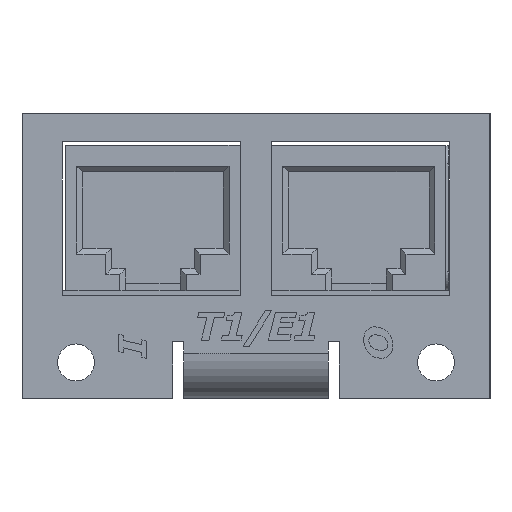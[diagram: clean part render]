
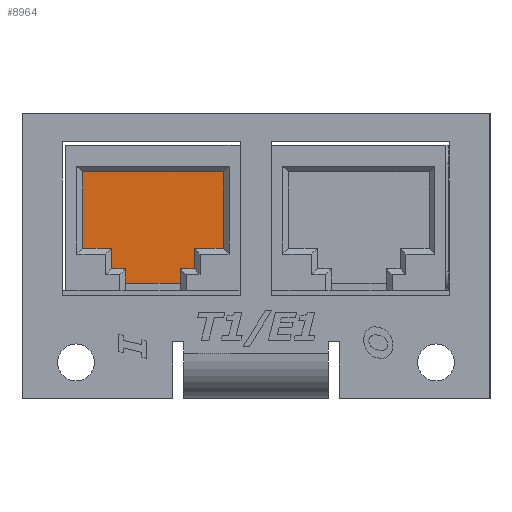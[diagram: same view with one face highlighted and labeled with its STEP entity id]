
A CAD part, left-side view. The second image highlights one B-rep face of the part: STEP entity #8964.
In plain terms, the highlighted face is planar.
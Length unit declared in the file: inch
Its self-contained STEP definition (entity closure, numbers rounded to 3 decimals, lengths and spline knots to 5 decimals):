
#2459 = CARTESIAN_POINT ( 'NONE',  ( -0.24425, 0.16, 0.3685 ) ) ;
#2687 = ORIENTED_EDGE ( 'NONE', *, *, #125071, .T. ) ;
#3892 = DIRECTION ( 'NONE',  ( 0., -1., 0. ) ) ;
#4215 = DIRECTION ( 'NONE',  ( 1., 0., 0. ) ) ;
#4958 = ORIENTED_EDGE ( 'NONE', *, *, #46307, .T. ) ;
#7056 = VECTOR ( 'NONE', #84671, 39.37008 ) ;
#7066 = CARTESIAN_POINT ( 'NONE',  ( -0.24425, -0.1055, 0.3685 ) ) ;
#8766 = LINE ( 'NONE', #58559, #18590 ) ;
#8964 = ADVANCED_FACE ( 'NONE', ( #49299 ), #68970, .T. ) ;
#8991 = CARTESIAN_POINT ( 'NONE',  ( -0.14375, -0.176, 0.3685 ) ) ;
#9841 = EDGE_CURVE ( 'NONE', #80333, #110165, #8766, .T. ) ;
#11058 = CARTESIAN_POINT ( 'NONE',  ( 0.09525, -0.2265, 0.3685 ) ) ;
#12922 = ORIENTED_EDGE ( 'NONE', *, *, #77702, .T. ) ;
#15756 = DIRECTION ( 'NONE',  ( 0., 1., 0. ) ) ;
#17327 = AXIS2_PLACEMENT_3D ( 'NONE', #89923, #48164, #48590 ) ;
#18383 = VERTEX_POINT ( 'NONE', #112140 ) ;
#18590 = VECTOR ( 'NONE', #15756, 39.37008 ) ;
#18672 = VERTEX_POINT ( 'NONE', #76756 ) ;
#19704 = DIRECTION ( 'NONE',  ( 0., -1., 0. ) ) ;
#22298 = EDGE_CURVE ( 'NONE', #26263, #29619, #24208, .T. ) ;
#24208 = LINE ( 'NONE', #51293, #48646 ) ;
#25154 = CARTESIAN_POINT ( 'NONE',  ( 0.09525, -0.2265, 0.3685 ) ) ;
#26263 = VERTEX_POINT ( 'NONE', #117833 ) ;
#27978 = VECTOR ( 'NONE', #103086, 39.37008 ) ;
#29619 = VERTEX_POINT ( 'NONE', #25154 ) ;
#32142 = ORIENTED_EDGE ( 'NONE', *, *, #22298, .T. ) ;
#38567 = DIRECTION ( 'NONE',  ( 1., 0., 0. ) ) ;
#40471 = DIRECTION ( 'NONE',  ( 1., 0., 0. ) ) ;
#44656 = LINE ( 'NONE', #2459, #52672 ) ;
#46307 = EDGE_CURVE ( 'NONE', #52054, #26263, #102105, .T. ) ;
#47049 = EDGE_CURVE ( 'NONE', #29619, #18672, #126185, .T. ) ;
#47125 = VECTOR ( 'NONE', #19704, 39.37008 ) ;
#48164 = DIRECTION ( 'NONE',  ( 0., 0., 1. ) ) ;
#48590 = DIRECTION ( 'NONE',  ( 1., 0., 0. ) ) ;
#48646 = VECTOR ( 'NONE', #40471, 39.37008 ) ;
#49299 = FACE_OUTER_BOUND ( 'NONE', #113243, .T. ) ;
#51293 = CARTESIAN_POINT ( 'NONE',  ( -0.09525, -0.2265, 0.3685 ) ) ;
#51656 = VECTOR ( 'NONE', #70861, 39.37008 ) ;
#52054 = VERTEX_POINT ( 'NONE', #73475 ) ;
#52672 = VECTOR ( 'NONE', #125933, 39.37008 ) ;
#52855 = LINE ( 'NONE', #7066, #111587 ) ;
#58216 = LINE ( 'NONE', #133398, #51656 ) ;
#58559 = CARTESIAN_POINT ( 'NONE',  ( 0.24425, -0.1055, 0.3685 ) ) ;
#59315 = EDGE_CURVE ( 'NONE', #133624, #52054, #127456, .T. ) ;
#62575 = VECTOR ( 'NONE', #83353, 39.37008 ) ;
#67741 = ORIENTED_EDGE ( 'NONE', *, *, #67971, .T. ) ;
#67971 = EDGE_CURVE ( 'NONE', #105383, #133624, #109027, .T. ) ;
#68970 = PLANE ( 'NONE',  #17327 ) ;
#70700 = ORIENTED_EDGE ( 'NONE', *, *, #105570, .T. ) ;
#70861 = DIRECTION ( 'NONE',  ( 1., 0., 0. ) ) ;
#70866 = CARTESIAN_POINT ( 'NONE',  ( 0.14375, -0.1055, 0.3685 ) ) ;
#73475 = CARTESIAN_POINT ( 'NONE',  ( -0.09525, -0.176, 0.3685 ) ) ;
#76756 = CARTESIAN_POINT ( 'NONE',  ( 0.09525, -0.1765, 0.3685 ) ) ;
#77702 = EDGE_CURVE ( 'NONE', #18383, #105383, #52855, .T. ) ;
#78202 = EDGE_CURVE ( 'NONE', #18672, #99310, #98163, .T. ) ;
#80333 = VERTEX_POINT ( 'NONE', #102673 ) ;
#81896 = ORIENTED_EDGE ( 'NONE', *, *, #78202, .T. ) ;
#83320 = CARTESIAN_POINT ( 'NONE',  ( 0.24425, 0.16, 0.3685 ) ) ;
#83353 = DIRECTION ( 'NONE',  ( 0., 1., 0. ) ) ;
#84671 = DIRECTION ( 'NONE',  ( -1., 0., 0. ) ) ;
#89749 = CARTESIAN_POINT ( 'NONE',  ( -0.24425, 0.16, 0.3685 ) ) ;
#89923 = CARTESIAN_POINT ( 'NONE',  ( -0.14375, 0.16, 0.3685 ) ) ;
#92640 = DIRECTION ( 'NONE',  ( 1., 0., 0. ) ) ;
#94570 = ORIENTED_EDGE ( 'NONE', *, *, #9841, .T. ) ;
#96391 = VERTEX_POINT ( 'NONE', #70866 ) ;
#98163 = LINE ( 'NONE', #130346, #134163 ) ;
#99310 = VERTEX_POINT ( 'NONE', #118549 ) ;
#102105 = LINE ( 'NONE', #106798, #111961 ) ;
#102673 = CARTESIAN_POINT ( 'NONE',  ( 0.24425, -0.1055, 0.3685 ) ) ;
#103086 = DIRECTION ( 'NONE',  ( 0., 1., 0. ) ) ;
#104440 = CARTESIAN_POINT ( 'NONE',  ( -0.14375, -0.176, 0.3685 ) ) ;
#105383 = VERTEX_POINT ( 'NONE', #111913 ) ;
#105570 = EDGE_CURVE ( 'NONE', #124632, #18383, #44656, .T. ) ;
#106798 = CARTESIAN_POINT ( 'NONE',  ( -0.09525, -0.176, 0.3685 ) ) ;
#106942 = ORIENTED_EDGE ( 'NONE', *, *, #47049, .T. ) ;
#109027 = LINE ( 'NONE', #114859, #47125 ) ;
#110165 = VERTEX_POINT ( 'NONE', #130091 ) ;
#111587 = VECTOR ( 'NONE', #38567, 39.37008 ) ;
#111913 = CARTESIAN_POINT ( 'NONE',  ( -0.14375, -0.1055, 0.3685 ) ) ;
#111961 = VECTOR ( 'NONE', #3892, 39.37008 ) ;
#112140 = CARTESIAN_POINT ( 'NONE',  ( -0.24425, -0.1055, 0.3685 ) ) ;
#112609 = ORIENTED_EDGE ( 'NONE', *, *, #112921, .T. ) ;
#112921 = EDGE_CURVE ( 'NONE', #96391, #80333, #58216, .T. ) ;
#113186 = CARTESIAN_POINT ( 'NONE',  ( 0.14375, -0.1765, 0.3685 ) ) ;
#113243 = EDGE_LOOP ( 'NONE', ( #2687, #70700, #12922, #67741, #125289, #4958, #32142, #106942, #81896, #114005, #112609, #94570 ) ) ;
#114005 = ORIENTED_EDGE ( 'NONE', *, *, #117678, .T. ) ;
#114859 = CARTESIAN_POINT ( 'NONE',  ( -0.14375, -0.1055, 0.3685 ) ) ;
#117678 = EDGE_CURVE ( 'NONE', #99310, #96391, #132246, .T. ) ;
#117833 = CARTESIAN_POINT ( 'NONE',  ( -0.09525, -0.2265, 0.3685 ) ) ;
#117877 = LINE ( 'NONE', #83320, #7056 ) ;
#118549 = CARTESIAN_POINT ( 'NONE',  ( 0.14375, -0.1765, 0.3685 ) ) ;
#124192 = VECTOR ( 'NONE', #92640, 39.37008 ) ;
#124632 = VERTEX_POINT ( 'NONE', #89749 ) ;
#125071 = EDGE_CURVE ( 'NONE', #110165, #124632, #117877, .T. ) ;
#125289 = ORIENTED_EDGE ( 'NONE', *, *, #59315, .T. ) ;
#125933 = DIRECTION ( 'NONE',  ( 0., -1., 0. ) ) ;
#126185 = LINE ( 'NONE', #11058, #62575 ) ;
#127456 = LINE ( 'NONE', #8991, #124192 ) ;
#130091 = CARTESIAN_POINT ( 'NONE',  ( 0.24425, 0.16, 0.3685 ) ) ;
#130346 = CARTESIAN_POINT ( 'NONE',  ( 0.09525, -0.1765, 0.3685 ) ) ;
#132246 = LINE ( 'NONE', #113186, #27978 ) ;
#133398 = CARTESIAN_POINT ( 'NONE',  ( 0.14375, -0.1055, 0.3685 ) ) ;
#133624 = VERTEX_POINT ( 'NONE', #104440 ) ;
#134163 = VECTOR ( 'NONE', #4215, 39.37008 ) ;
